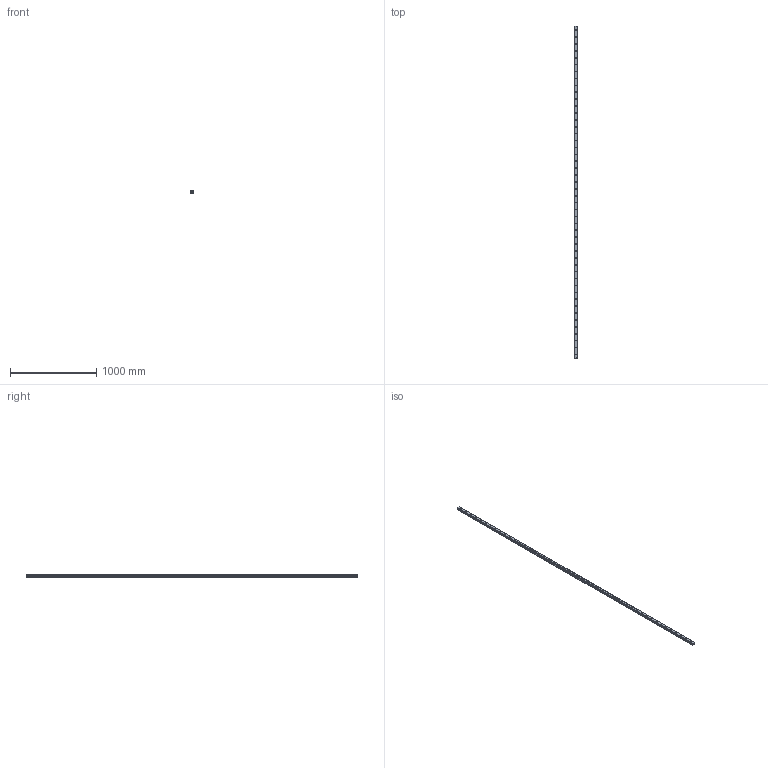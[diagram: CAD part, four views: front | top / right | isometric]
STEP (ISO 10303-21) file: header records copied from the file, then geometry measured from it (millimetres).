
FILE_DESCRIPTION(('STEP AP214'),'1');
FILE_NAME('cctmp_99ABD705-3781-42B6-8809-45336133F210_2020_7_6_15_40_48_688..stp','2020-07-06T13:40:48',('HIWIN GmbH'),('CADClick - www.CADClick.com'),'Spatial InterOp 3D',' ','unknown authorization');
FILE_SCHEMA(('AUTOMOTIVE_DESIGN'));
Length unit declared in the file: millimetre
Products named in the file (1): HGR35R3850H_FILE
Bounding box: 34 x 3850 x 29 mm (x, y, z)
Volume: 3146510.9 mm3; surface area: 556931.1 mm2
Topology: 1 solids, 1 shells, 547 faces, 1191 edges, 794 vertices
Faces by surface type: cylinder 310, plane 237
Entity records: 19625 total; most frequent: DIRECTION 2907, CARTESIAN_POINT 2533, ORIENTED_EDGE 2382, EDGE_CURVE 1191, AXIS2_PLACEMENT_3D 1168, VERTEX_POINT 794, EDGE_LOOP 695, CIRCLE 620
